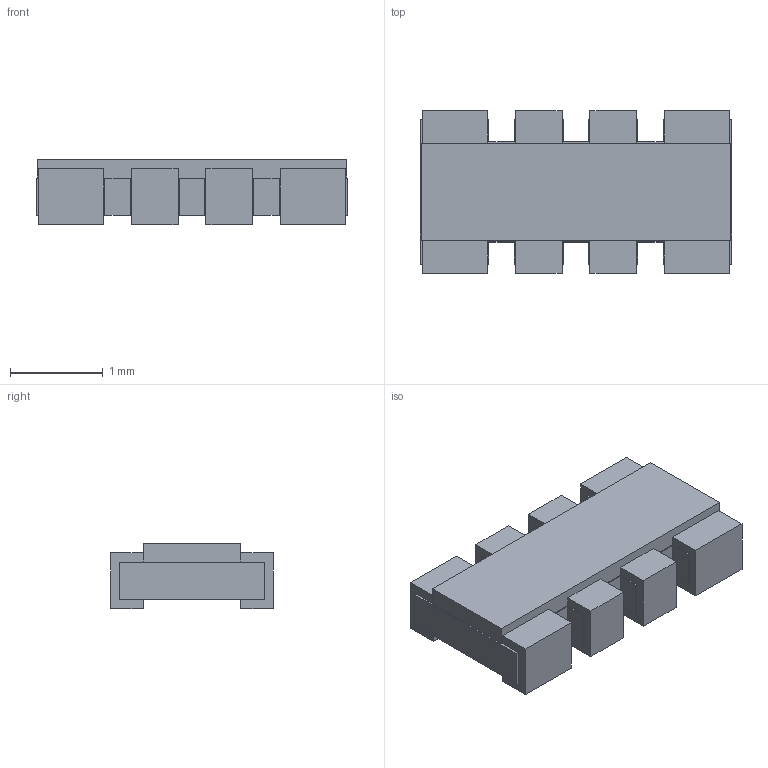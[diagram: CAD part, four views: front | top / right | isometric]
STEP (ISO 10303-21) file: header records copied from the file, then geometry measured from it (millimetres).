
FILE_DESCRIPTION (( 'STEP AP214' ), '1' );
FILE_NAME ('RESCAXS50P32X16X70-8N.STEP', '2012-06-07T19:17:29', ( 'Ryan Rutledge' ), ( 'Pacific Bioscience Laboratories, Inc.' ), 'SwSTEP 2.0', 'SolidWorks 2012', '' );
FILE_SCHEMA (( 'AUTOMOTIVE_DESIGN' ));
Length unit declared in the file: millimetre
Products named in the file (1): RESCAXS50P32X16X70-8N
Bounding box: 3.35 x 1.75 x 0.7 mm (x, y, z)
Volume: 3.1 mm3; surface area: 20.1 mm2
Topology: 1 solids, 1 shells, 98 faces, 288 edges, 192 vertices
Faces by surface type: plane 98
Entity records: 3776 total; most frequent: CARTESIAN_POINT 579, ORIENTED_EDGE 576, DIRECTION 486, EDGE_CURVE 288, VECTOR 288, LINE 288, VERTEX_POINT 192, AXIS2_PLACEMENT_3D 99
